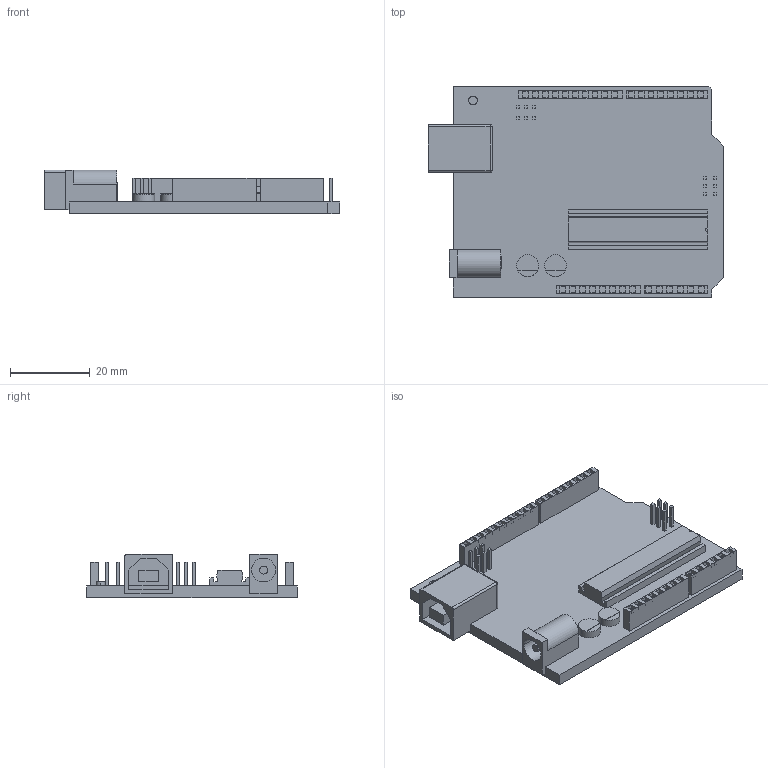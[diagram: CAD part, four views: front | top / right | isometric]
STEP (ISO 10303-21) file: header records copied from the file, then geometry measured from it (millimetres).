
FILE_DESCRIPTION(('CATIA V5 STEP Exchange'),'2;1');
FILE_NAME('arduinouno.stp','2019-05-28T11:11:35+00:00',('none'),('none'),'CATIA Version 5 Release 21 GA (IN-10)','CATIA V5 STEP AP203','none');
FILE_SCHEMA(('CONFIG_CONTROL_DESIGN'));
Length unit declared in the file: millimetre
Products named in the file (1): arduinouno
Bounding box: 74.2 x 53 x 11 mm (x, y, z)
Volume: 14362.8 mm3; surface area: 11577.5 mm2
Topology: 1 solids, 1 shells, 352 faces, 853 edges, 565 vertices
Faces by surface type: plane 315, cylinder 35, sphere 2
Entity records: 9186 total; most frequent: ORIENTED_EDGE 1702, CARTESIAN_POINT 1590, DIRECTION 1197, EDGE_CURVE 851, VECTOR 776, LINE 776, VERTEX_POINT 565, EDGE_LOOP 416
